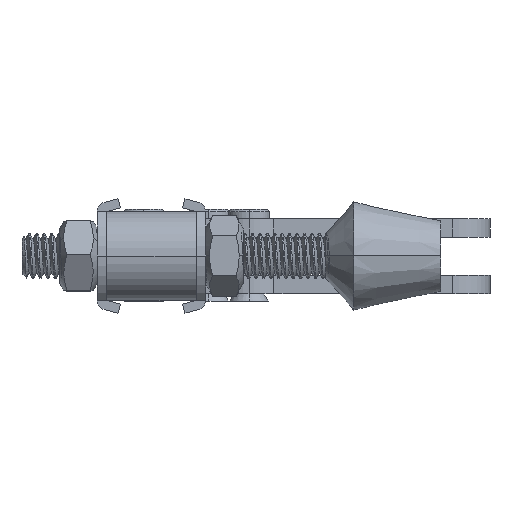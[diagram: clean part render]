
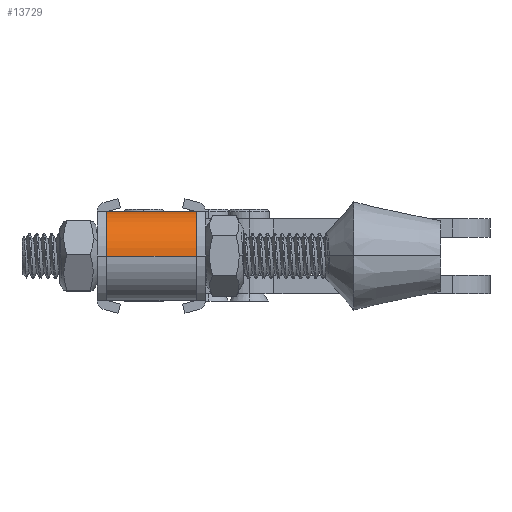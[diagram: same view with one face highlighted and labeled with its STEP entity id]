
A CAD part, left-side view. The second image highlights one B-rep face of the part: STEP entity #13729.
In plain terms, the highlighted cylindrical face has radius 9.5 mm (diameter 19 mm), a partial arc.
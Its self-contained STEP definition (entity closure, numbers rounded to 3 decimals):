
#658 = CARTESIAN_POINT ( 'NONE',  ( -113., 30.3, 9.5 ) ) ;
#678 = VERTEX_POINT ( 'NONE', #8313 ) ;
#1165 = CARTESIAN_POINT ( 'NONE',  ( -103.5, 22.3, 9.5 ) ) ;
#1313 = CARTESIAN_POINT ( 'NONE',  ( -103.5, 11.3, 19. ) ) ;
#1759 = CIRCLE ( 'NONE', #34063, 9.5 ) ;
#2117 = CARTESIAN_POINT ( 'NONE',  ( -103.5, 11.3, 9.5 ) ) ;
#2124 = CARTESIAN_POINT ( 'NONE',  ( -103.5, 30.3, 9.5 ) ) ;
#2312 = ORIENTED_EDGE ( 'NONE', *, *, #18008, .F. ) ;
#3189 = AXIS2_PLACEMENT_3D ( 'NONE', #2117, #20816, #4802 ) ;
#3422 = VECTOR ( 'NONE', #26711, 1000. ) ;
#3823 = DIRECTION ( 'NONE',  ( 0., 0., 1. ) ) ;
#4654 = CIRCLE ( 'NONE', #3189, 9.5 ) ;
#4802 = DIRECTION ( 'NONE',  ( -1., 0., 0. ) ) ;
#4809 = DIRECTION ( 'NONE',  ( 1., 0., 0. ) ) ;
#4892 = VECTOR ( 'NONE', #11734, 1000. ) ;
#5492 = AXIS2_PLACEMENT_3D ( 'NONE', #1165, #19836, #3823 ) ;
#8242 = LINE ( 'NONE', #8688, #4892 ) ;
#8313 = CARTESIAN_POINT ( 'NONE',  ( -103.5, 30.3, 19. ) ) ;
#8688 = CARTESIAN_POINT ( 'NONE',  ( -113., 30.3, 9.5 ) ) ;
#9211 = EDGE_CURVE ( 'NONE', #678, #14566, #23891, .T. ) ;
#9570 = EDGE_CURVE ( 'NONE', #14566, #10259, #4654, .T. ) ;
#10259 = VERTEX_POINT ( 'NONE', #10962 ) ;
#10595 = EDGE_LOOP ( 'NONE', ( #27515, #2312, #28405, #28624 ) ) ;
#10962 = CARTESIAN_POINT ( 'NONE',  ( -113., 11.3, 9.5 ) ) ;
#11734 = DIRECTION ( 'NONE',  ( 0., 1., 0. ) ) ;
#13729 = ADVANCED_FACE ( 'NONE', ( #31707 ), #30881, .T. ) ;
#14566 = VERTEX_POINT ( 'NONE', #1313 ) ;
#18008 = EDGE_CURVE ( 'NONE', #24381, #678, #1759, .T. ) ;
#19836 = DIRECTION ( 'NONE',  ( 0., 1., 0. ) ) ;
#20816 = DIRECTION ( 'NONE',  ( 0., -1., 0. ) ) ;
#20821 = DIRECTION ( 'NONE',  ( 0., 1., 0. ) ) ;
#23891 = LINE ( 'NONE', #32084, #3422 ) ;
#24381 = VERTEX_POINT ( 'NONE', #658 ) ;
#25857 = EDGE_CURVE ( 'NONE', #10259, #24381, #8242, .T. ) ;
#26711 = DIRECTION ( 'NONE',  ( 0., -1., 0. ) ) ;
#27515 = ORIENTED_EDGE ( 'NONE', *, *, #9211, .F. ) ;
#28405 = ORIENTED_EDGE ( 'NONE', *, *, #25857, .F. ) ;
#28624 = ORIENTED_EDGE ( 'NONE', *, *, #9570, .F. ) ;
#30881 = CYLINDRICAL_SURFACE ( 'NONE', #5492, 9.5 ) ;
#31707 = FACE_OUTER_BOUND ( 'NONE', #10595, .T. ) ;
#32084 = CARTESIAN_POINT ( 'NONE',  ( -103.5, 11.3, 19. ) ) ;
#34063 = AXIS2_PLACEMENT_3D ( 'NONE', #2124, #20821, #4809 ) ;
